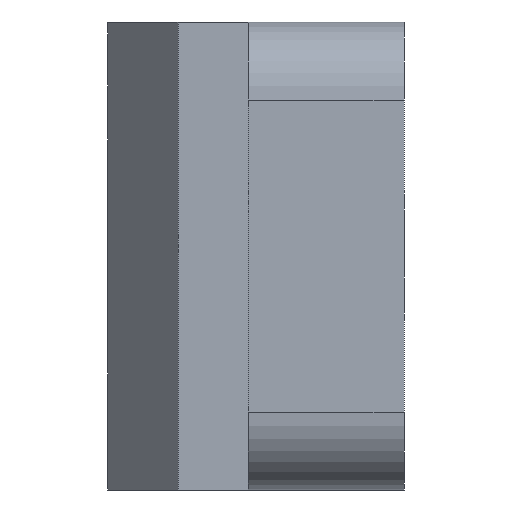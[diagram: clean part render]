
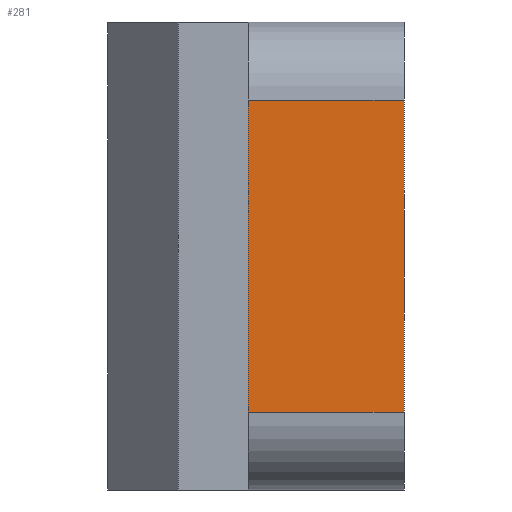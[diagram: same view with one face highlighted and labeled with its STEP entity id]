
A CAD part, front view. The second image highlights one B-rep face of the part: STEP entity #281.
In plain terms, the highlighted planar face has unit normal (0, -1, 0).
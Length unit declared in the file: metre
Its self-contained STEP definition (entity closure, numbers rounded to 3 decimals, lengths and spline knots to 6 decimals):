
#20=LINE('',#420,#47);
#24=LINE('',#432,#51);
#42=LINE('',#476,#69);
#43=LINE('',#477,#70);
#47=VECTOR('',#340,1.);
#51=VECTOR('',#350,1.);
#69=VECTOR('',#394,1.);
#70=VECTOR('',#395,1.);
#131=ORIENTED_EDGE('',*,*,#180,.T.);
#132=ORIENTED_EDGE('',*,*,#158,.T.);
#133=ORIENTED_EDGE('',*,*,#181,.F.);
#134=ORIENTED_EDGE('',*,*,#152,.F.);
#152=EDGE_CURVE('',#188,#190,#20,.T.);
#158=EDGE_CURVE('',#195,#196,#24,.T.);
#180=EDGE_CURVE('',#188,#195,#42,.T.);
#181=EDGE_CURVE('',#190,#196,#43,.T.);
#188=VERTEX_POINT('',#418);
#190=VERTEX_POINT('',#421);
#195=VERTEX_POINT('',#433);
#196=VERTEX_POINT('',#434);
#234=EDGE_LOOP('',(#131,#132,#133,#134));
#255=FACE_BOUND('',#234,.T.);
#269=PLANE('',#319);
#281=ADVANCED_FACE('',(#255),#269,.F.);
#319=AXIS2_PLACEMENT_3D('',#475,#392,#393);
#340=DIRECTION('',(0.,0.,1.));
#350=DIRECTION('',(0.,0.,1.));
#392=DIRECTION('',(0.,1.,0.));
#393=DIRECTION('',(0.,0.,1.));
#394=DIRECTION('',(1.,0.,0.));
#395=DIRECTION('',(1.,0.,0.));
#418=CARTESIAN_POINT('',(0.0308,-0.0277,-0.004));
#420=CARTESIAN_POINT('',(0.0308,-0.0277,0.006));
#421=CARTESIAN_POINT('',(0.0308,-0.0277,0.004));
#432=CARTESIAN_POINT('',(0.0348,-0.0277,0.002));
#433=CARTESIAN_POINT('',(0.0348,-0.0277,-0.004));
#434=CARTESIAN_POINT('',(0.0348,-0.0277,0.004));
#475=CARTESIAN_POINT('',(0.0233,-0.0277,0.002));
#476=CARTESIAN_POINT('',(0.0233,-0.0277,-0.004));
#477=CARTESIAN_POINT('',(0.0233,-0.0277,0.004));
